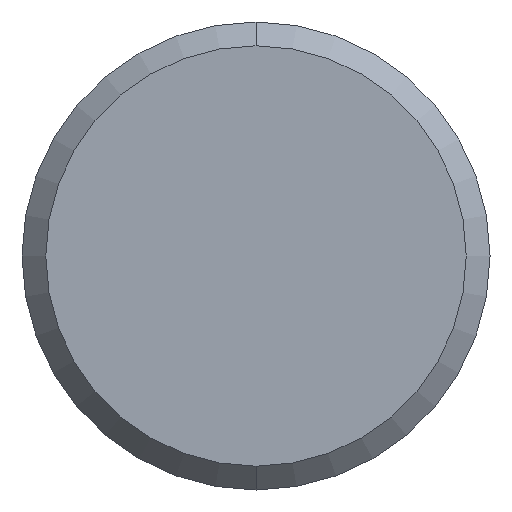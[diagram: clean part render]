
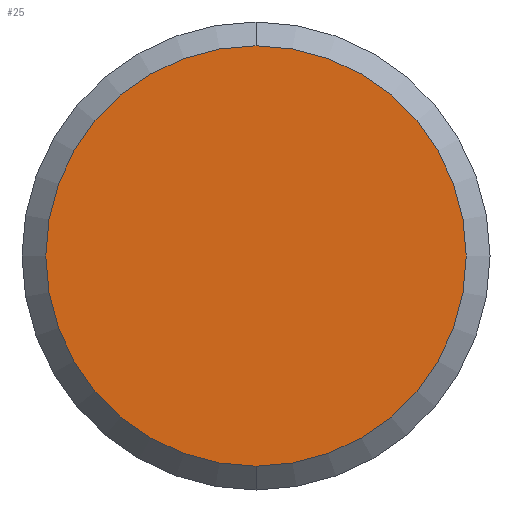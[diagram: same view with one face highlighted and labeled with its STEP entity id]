
A CAD part, front view. The second image highlights one B-rep face of the part: STEP entity #25.
In plain terms, the highlighted planar face has unit normal (0, -1, 0).
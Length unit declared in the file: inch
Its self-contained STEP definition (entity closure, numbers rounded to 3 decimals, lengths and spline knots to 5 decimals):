
#8 = EDGE_LOOP ( 'NONE', ( #77, #254 ) ) ;
#9 = PLANE ( 'NONE',  #188 ) ;
#11 = DIRECTION ( 'NONE',  ( 0., 0., 1. ) ) ;
#24 = CARTESIAN_POINT ( 'NONE',  ( 0., 0., 0.17675 ) ) ;
#25 = ADVANCED_FACE ( 'NONE', ( #161 ), #9, .F. ) ;
#49 = VERTEX_POINT ( 'NONE', #221 ) ;
#61 = DIRECTION ( 'NONE',  ( 0., 0., 1. ) ) ;
#77 = ORIENTED_EDGE ( 'NONE', *, *, #251, .T. ) ;
#85 = DIRECTION ( 'NONE',  ( 0., -1., 0. ) ) ;
#86 = DIRECTION ( 'NONE',  ( 0., -1., 0. ) ) ;
#105 = DIRECTION ( 'NONE',  ( 0., 0., 1. ) ) ;
#114 = CIRCLE ( 'NONE', #129, 0.17675 ) ;
#119 = VERTEX_POINT ( 'NONE', #24 ) ;
#125 = AXIS2_PLACEMENT_3D ( 'NONE', #213, #86, #61 ) ;
#129 = AXIS2_PLACEMENT_3D ( 'NONE', #189, #85, #105 ) ;
#149 = CIRCLE ( 'NONE', #125, 0.17675 ) ;
#161 = FACE_OUTER_BOUND ( 'NONE', #8, .T. ) ;
#173 = DIRECTION ( 'NONE',  ( 0., 1., 0. ) ) ;
#188 = AXIS2_PLACEMENT_3D ( 'NONE', #195, #173, #11 ) ;
#189 = CARTESIAN_POINT ( 'NONE',  ( 0., 0., 0. ) ) ;
#195 = CARTESIAN_POINT ( 'NONE',  ( 0., 0., 0. ) ) ;
#213 = CARTESIAN_POINT ( 'NONE',  ( 0., 0., 0. ) ) ;
#221 = CARTESIAN_POINT ( 'NONE',  ( 0., 0., -0.17675 ) ) ;
#251 = EDGE_CURVE ( 'NONE', #119, #49, #114, .T. ) ;
#254 = ORIENTED_EDGE ( 'NONE', *, *, #260, .T. ) ;
#260 = EDGE_CURVE ( 'NONE', #49, #119, #149, .T. ) ;
